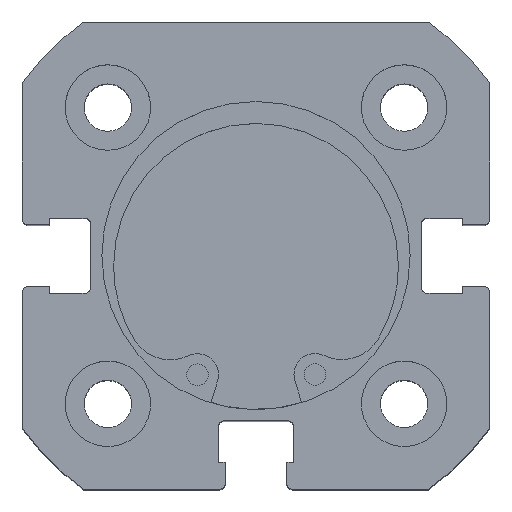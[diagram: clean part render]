
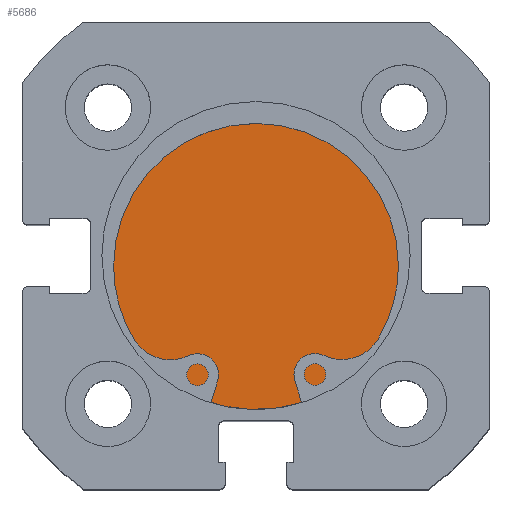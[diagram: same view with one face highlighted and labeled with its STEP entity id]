
A CAD part, top view. The second image highlights one B-rep face of the part: STEP entity #5686.
In plain terms, the highlighted face is planar.
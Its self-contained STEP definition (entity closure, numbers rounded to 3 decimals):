
#440 = ORIENTED_EDGE ( 'NONE', *, *, #1547, .F. ) ;
#441 = ORIENTED_EDGE ( 'NONE', *, *, #1536, .F. ) ;
#1536 = EDGE_CURVE ( 'NONE', #2251, #2253, #3501, .T. ) ;
#1547 = EDGE_CURVE ( 'NONE', #2253, #2251, #3515, .T. ) ;
#1716 = CARTESIAN_POINT ( 'NONE',  ( 6., 0., -13.5 ) ) ;
#1730 = CARTESIAN_POINT ( 'NONE',  ( 6., 0., 13.5 ) ) ;
#2047 = DIRECTION ( 'NONE',  ( 0., 0., 1. ) ) ;
#2048 = DIRECTION ( 'NONE',  ( -1., 0., 0. ) ) ;
#2050 = CARTESIAN_POINT ( 'NONE',  ( 6., 0., 0. ) ) ;
#2085 = DIRECTION ( 'NONE',  ( 0., 0., 1. ) ) ;
#2086 = DIRECTION ( 'NONE',  ( -1., 0., 0. ) ) ;
#2111 = CARTESIAN_POINT ( 'NONE',  ( 6., 0., 0. ) ) ;
#2251 = VERTEX_POINT ( 'NONE', #1730 ) ;
#2253 = VERTEX_POINT ( 'NONE', #1716 ) ;
#2326 = EDGE_LOOP ( 'NONE', ( #441, #440 ) ) ;
#2749 = AXIS2_PLACEMENT_3D ( 'NONE', #2050, #2048, #2047 ) ;
#2753 = AXIS2_PLACEMENT_3D ( 'NONE', #2111, #2086, #2085 ) ;
#3501 = CIRCLE ( 'NONE', #2753, 13.5 ) ;
#3515 = CIRCLE ( 'NONE', #2749, 13.5 ) ;
#3914 = FACE_OUTER_BOUND ( 'NONE', #2326, .T. ) ;
#4482 = AXIS2_PLACEMENT_3D ( 'NONE', #4995, #4998, #4999 ) ;
#4995 = CARTESIAN_POINT ( 'NONE',  ( 6., 13.5, 0. ) ) ;
#4996 = PLANE ( 'NONE',  #4482 ) ;
#4998 = DIRECTION ( 'NONE',  ( -1., 0., 0. ) ) ;
#4999 = DIRECTION ( 'NONE',  ( 0., 0., 1. ) ) ;
#5686 = ADVANCED_FACE ( 'NONE', ( #3914 ), #4996, .F. ) ;
